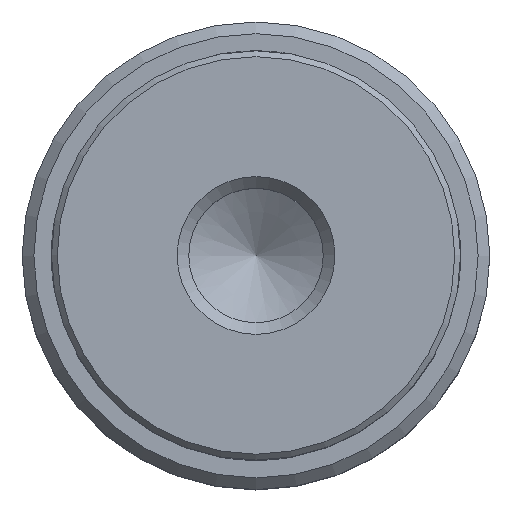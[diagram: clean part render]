
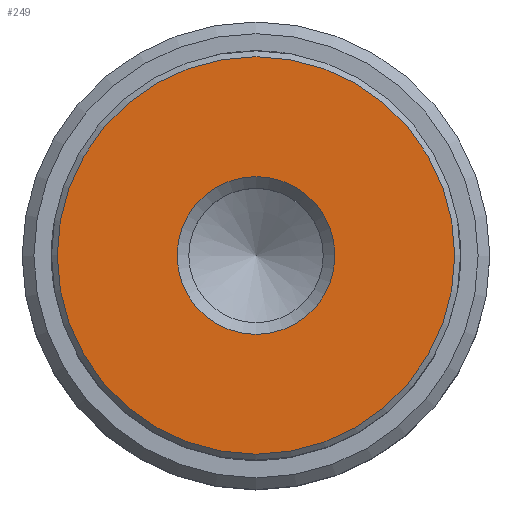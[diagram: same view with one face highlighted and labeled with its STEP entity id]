
A CAD part, top view. The second image highlights one B-rep face of the part: STEP entity #249.
In plain terms, the highlighted planar face has unit normal (0, 0, 1).
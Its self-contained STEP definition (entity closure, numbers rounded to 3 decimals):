
#249 = ADVANCED_FACE( '', ( #356, #357 ), #358, .F. );
#356 = FACE_BOUND( '', #598, .T. );
#357 = FACE_OUTER_BOUND( '', #599, .T. );
#358 = PLANE( '', #600 );
#598 = EDGE_LOOP( '', ( #1026 ) );
#599 = EDGE_LOOP( '', ( #1027 ) );
#600 = AXIS2_PLACEMENT_3D( '', #1028, #1029, #1030 );
#1026 = ORIENTED_EDGE( '', *, *, #1172, .T. );
#1027 = ORIENTED_EDGE( '', *, *, #1179, .T. );
#1028 = CARTESIAN_POINT( '', ( 0., 0., 34. ) );
#1029 = DIRECTION( '', ( 0., 0., -1. ) );
#1030 = DIRECTION( '', ( -1., 0., 0. ) );
#1172 = EDGE_CURVE( '', #1246, #1246, #1247, .T. );
#1179 = EDGE_CURVE( '', #1258, #1258, #1259, .F. );
#1246 = VERTEX_POINT( '', #1354 );
#1247 = CIRCLE( '', #1355, 6.75 );
#1258 = VERTEX_POINT( '', #1366 );
#1259 = CIRCLE( '', #1367, 17. );
#1354 = CARTESIAN_POINT( '', ( -6.75, 0., 34. ) );
#1355 = AXIS2_PLACEMENT_3D( '', #1993, #1994, #1995 );
#1366 = CARTESIAN_POINT( '', ( -17., 0., 34. ) );
#1367 = AXIS2_PLACEMENT_3D( '', #2011, #2012, #2013 );
#1993 = CARTESIAN_POINT( '', ( 0., 0., 34. ) );
#1994 = DIRECTION( '', ( 0., 0., -1. ) );
#1995 = DIRECTION( '', ( -1., 0., 0. ) );
#2011 = CARTESIAN_POINT( '', ( 0., 0., 34. ) );
#2012 = DIRECTION( '', ( 0., 0., -1. ) );
#2013 = DIRECTION( '', ( -1., 0., 0. ) );
